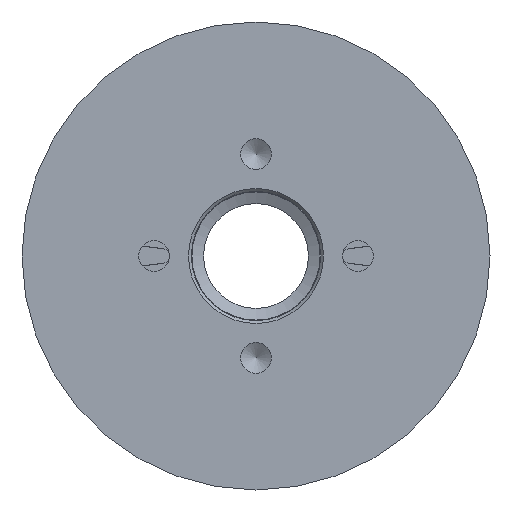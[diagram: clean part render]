
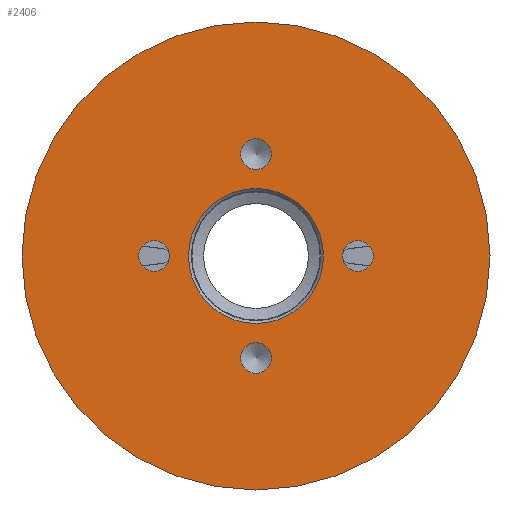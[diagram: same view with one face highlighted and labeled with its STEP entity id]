
A CAD part, front view. The second image highlights one B-rep face of the part: STEP entity #2406.
In plain terms, the highlighted planar face has unit normal (0, -1, 0).
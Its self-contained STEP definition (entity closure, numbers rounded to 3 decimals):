
#188=FACE_BOUND('',#394,.T.);
#189=FACE_BOUND('',#395,.T.);
#190=FACE_BOUND('',#396,.T.);
#191=FACE_BOUND('',#397,.T.);
#192=FACE_BOUND('',#398,.T.);
#197=PLANE('',#2575);
#254=FACE_OUTER_BOUND('',#393,.T.);
#393=EDGE_LOOP('',(#1623));
#394=EDGE_LOOP('',(#1624));
#395=EDGE_LOOP('',(#1625));
#396=EDGE_LOOP('',(#1626));
#397=EDGE_LOOP('',(#1627));
#398=EDGE_LOOP('',(#1628));
#837=CIRCLE('',#2573,11.6);
#838=CIRCLE('',#2576,40.2);
#839=CIRCLE('',#2577,2.65);
#840=CIRCLE('',#2578,2.65);
#841=CIRCLE('',#2579,2.65);
#842=CIRCLE('',#2580,2.65);
#963=VERTEX_POINT('',#3525);
#964=VERTEX_POINT('',#3531);
#965=VERTEX_POINT('',#3533);
#966=VERTEX_POINT('',#3535);
#967=VERTEX_POINT('',#3537);
#968=VERTEX_POINT('',#3539);
#1224=EDGE_CURVE('',#963,#963,#837,.T.);
#1226=EDGE_CURVE('',#964,#964,#838,.T.);
#1227=EDGE_CURVE('',#965,#965,#839,.T.);
#1228=EDGE_CURVE('',#966,#966,#840,.T.);
#1229=EDGE_CURVE('',#967,#967,#841,.T.);
#1230=EDGE_CURVE('',#968,#968,#842,.T.);
#1623=ORIENTED_EDGE('',*,*,#1226,.T.);
#1624=ORIENTED_EDGE('',*,*,#1227,.T.);
#1625=ORIENTED_EDGE('',*,*,#1228,.T.);
#1626=ORIENTED_EDGE('',*,*,#1229,.T.);
#1627=ORIENTED_EDGE('',*,*,#1230,.T.);
#1628=ORIENTED_EDGE('',*,*,#1224,.F.);
#2406=ADVANCED_FACE('',(#254,#188,#189,#190,#191,#192),#197,.T.);
#2573=AXIS2_PLACEMENT_3D('',#3527,#2853,#2854);
#2575=AXIS2_PLACEMENT_3D('',#3530,#2858,#2859);
#2576=AXIS2_PLACEMENT_3D('',#3532,#2860,#2861);
#2577=AXIS2_PLACEMENT_3D('',#3534,#2862,#2863);
#2578=AXIS2_PLACEMENT_3D('',#3536,#2864,#2865);
#2579=AXIS2_PLACEMENT_3D('',#3538,#2866,#2867);
#2580=AXIS2_PLACEMENT_3D('',#3540,#2868,#2869);
#2853=DIRECTION('center_axis',(0.,-1.,0.));
#2854=DIRECTION('ref_axis',(1.,0.,0.));
#2858=DIRECTION('center_axis',(0.,-1.,0.));
#2859=DIRECTION('ref_axis',(0.,0.,-1.));
#2860=DIRECTION('center_axis',(0.,-1.,0.));
#2861=DIRECTION('ref_axis',(1.,0.,0.));
#2862=DIRECTION('center_axis',(0.,1.,0.));
#2863=DIRECTION('ref_axis',(1.,0.,0.));
#2864=DIRECTION('center_axis',(0.,1.,0.));
#2865=DIRECTION('ref_axis',(1.,0.,0.));
#2866=DIRECTION('center_axis',(0.,1.,0.));
#2867=DIRECTION('ref_axis',(1.,0.,0.));
#2868=DIRECTION('center_axis',(0.,1.,0.));
#2869=DIRECTION('ref_axis',(1.,0.,0.));
#3525=CARTESIAN_POINT('',(-11.6,-24.4,0.));
#3527=CARTESIAN_POINT('Origin',(0.,-24.4,0.));
#3530=CARTESIAN_POINT('Origin',(-11.1,-24.4,0.));
#3531=CARTESIAN_POINT('',(40.2,-24.4,0.));
#3532=CARTESIAN_POINT('Origin',(0.,-24.4,0.));
#3533=CARTESIAN_POINT('',(-20.15,-24.4,0.));
#3534=CARTESIAN_POINT('Origin',(-17.5,-24.4,0.));
#3535=CARTESIAN_POINT('',(14.85,-24.4,0.));
#3536=CARTESIAN_POINT('Origin',(17.5,-24.4,0.));
#3537=CARTESIAN_POINT('',(-2.65,-24.4,17.5));
#3538=CARTESIAN_POINT('Origin',(0.,-24.4,17.5));
#3539=CARTESIAN_POINT('',(-2.65,-24.4,-17.5));
#3540=CARTESIAN_POINT('Origin',(0.,-24.4,-17.5));
